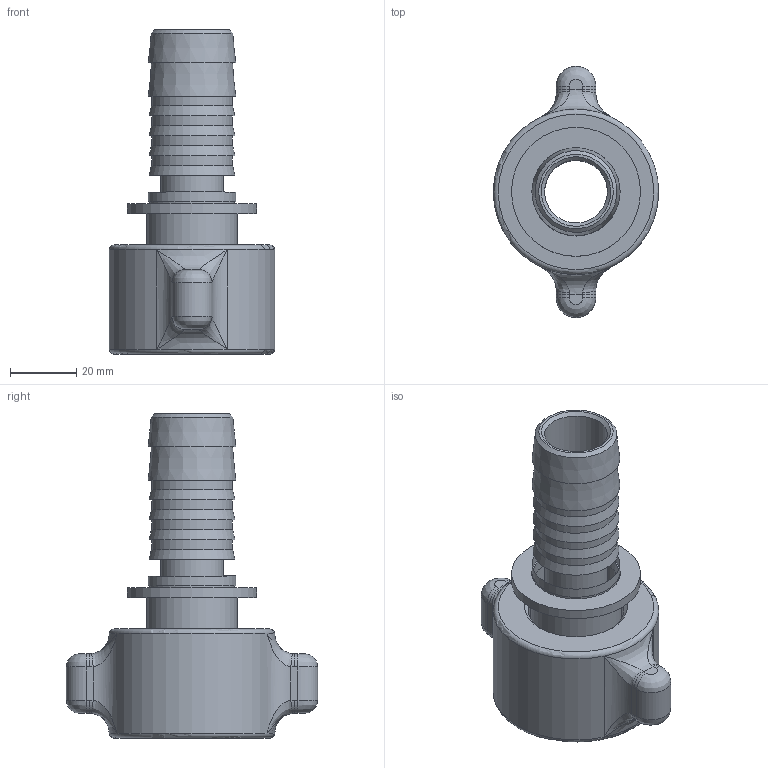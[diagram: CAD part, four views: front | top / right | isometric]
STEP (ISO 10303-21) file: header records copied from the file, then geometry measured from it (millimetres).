
FILE_DESCRIPTION(/* description */ (''),/* implementation_level */ '2;1');
FILE_NAME(/* name */ '38_25_s.stp',/* time_stamp */ '2020-04-09T12:44:56+02:00',/* author */ ('schnellinger'),/* organization */ (''),/* preprocessor_version */ 'ST-DEVELOPER v17',/* originating_system */ 'Autodesk Inventor 2018',/* authorisation */ '0 mm^3');
FILE_SCHEMA (('AUTOMOTIVE_DESIGN { 1 0 10303 214 3 1 1 }'));
Length unit declared in the file: millimetre
Products named in the file (1): LUE_00025734
Bounding box: 50 x 76 x 98 mm (x, y, z)
Volume: 62175.7 mm3; surface area: 29393.6 mm2
Topology: 4 solids, 4 shells, 104 faces, 257 edges, 165 vertices
Faces by surface type: cylinder 30, plane 28, bspline 20, cone 14, torus 12
Full cylindrical faces by diameter (mm): 19 x1, 24.5 x4, 25.7 x1, 26.5 x1, 26.7 x1, 27.5 x1, 29 x1, 33 x1, 35.278 x1, 39 x1, 40 x1
Entity records: 4007 total; most frequent: CARTESIAN_POINT 1367, DIRECTION 548, ORIENTED_EDGE 498, EDGE_CURVE 249, AXIS2_PLACEMENT_3D 246, VERTEX_POINT 165, CIRCLE 161, EDGE_LOOP 124
